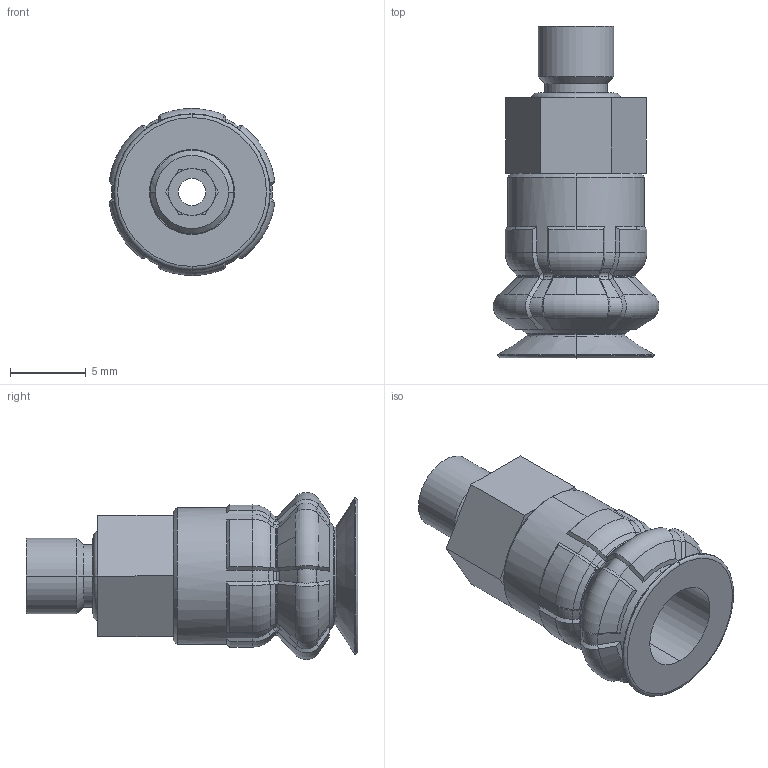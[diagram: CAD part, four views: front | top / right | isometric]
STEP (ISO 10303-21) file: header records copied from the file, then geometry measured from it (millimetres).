
FILE_DESCRIPTION (( 'STEP AP203' ), '1' );
FILE_NAME ('10.01.06.03489.step', '2021-04-14T12:31:43', ( '' ), ( '' ), 'SwSTEP 2.0', 'SolidWorks 2021', '' );
FILE_SCHEMA (( 'CONFIG_CONTROL_DESIGN' ));
Length unit declared in the file: millimetre
Products named in the file (1): 10.01.06.03489
Bounding box: 10.92 x 21.84 x 11 mm (x, y, z)
Volume: 924.8 mm3; surface area: 1358.5 mm2
Topology: 2 solids, 2 shells, 270 faces, 634 edges, 376 vertices
Faces by surface type: bspline 66, cone 60, torus 56, plane 54, cylinder 34
Entity records: 25974 total; most frequent: CARTESIAN_POINT 20364, ORIENTED_EDGE 1268, DIRECTION 972, EDGE_CURVE 634, AXIS2_PLACEMENT_3D 421, VERTEX_POINT 376, EDGE_LOOP 282, B_SPLINE_CURVE_WITH_KNOTS 276
